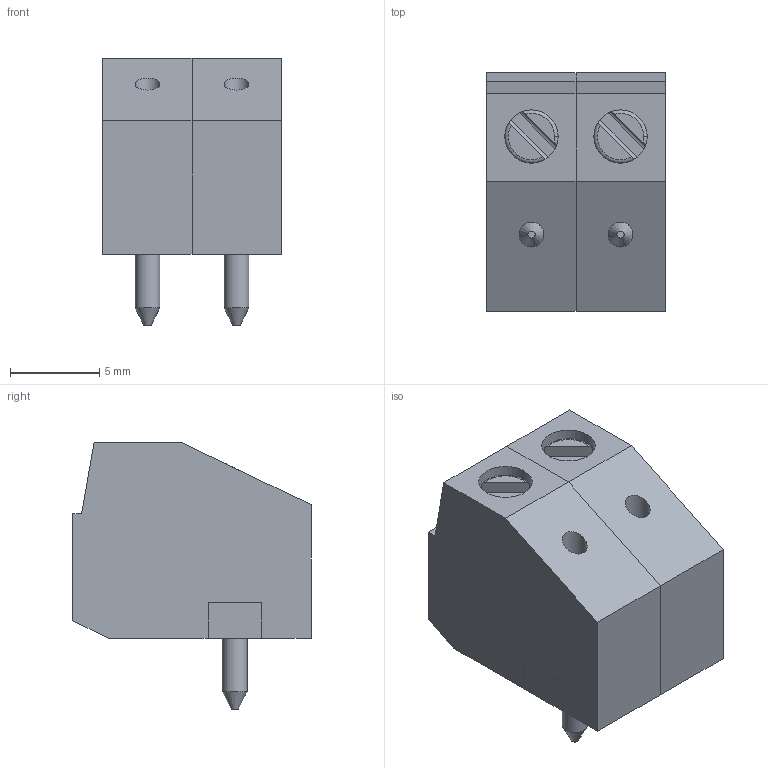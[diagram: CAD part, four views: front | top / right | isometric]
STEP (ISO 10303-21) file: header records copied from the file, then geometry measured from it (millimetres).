
FILE_DESCRIPTION(('FreeCAD Model'),'2;1');
FILE_NAME('DG332K-5.0-02.step','2023-04-15T07:58:44',( 'kicad StepUp'),('ksu MCAD'),'Open CASCADE STEP processor 7.4', 'FreeCAD','Unknown');
FILE_SCHEMA(('AUTOMOTIVE_DESIGN { 1 0 10303 214 1 1 1 1 }'));
Length unit declared in the file: millimetre
Products named in the file (1): DG332K-5.0-02
Bounding box: 10 x 13.4 x 15 mm (x, y, z)
Volume: 1324.7 mm3; surface area: 1934.8 mm2
Topology: 12 solids, 12 shells, 130 faces, 296 edges, 193 vertices
Faces by surface type: plane 98, cylinder 22, torus 6, cone 4
Full cylindrical faces by diameter (mm): 1.4 x4, 2.6 x2, 3 x3
Entity records: 5434 total; most frequent: CARTESIAN_POINT 1613, DIRECTION 592, ORIENTED_EDGE 584, EDGE_CURVE 292, LINE 218, VECTOR 218, VERTEX_POINT 192, AXIS2_PLACEMENT_3D 187
